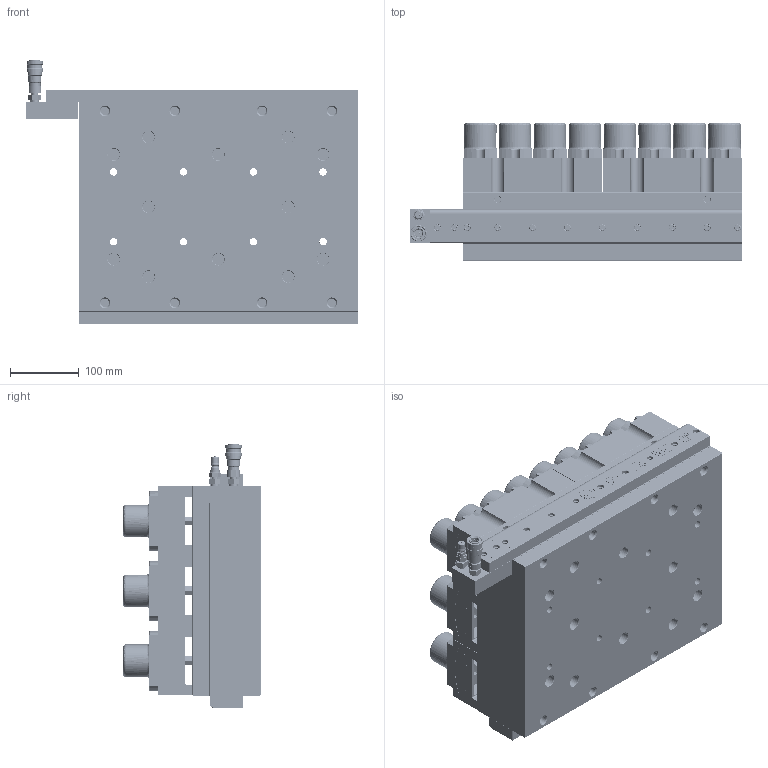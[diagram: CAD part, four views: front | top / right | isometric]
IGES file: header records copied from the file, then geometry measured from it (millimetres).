
Start section: SolidWorks IGES file using analytic representation for surfaces
Global section: file name: 24 STATION 5C COLLET SYSTEM.IGS; native system: SolidWorks 2013; preprocessor: SolidWorks 2013; author: mikel; date: 150720.125548; units: inch
Bounding box: 483.24 x 199.91 x 383.58 mm (x, y, z)
Surface area: 2651969.2 mm2 (no closed solid volume)
Topology: 0 solids, 0 shells, 10223 faces, 153003 edges, 152937 vertices
Faces by surface type: revolution 5603, bspline 4620
